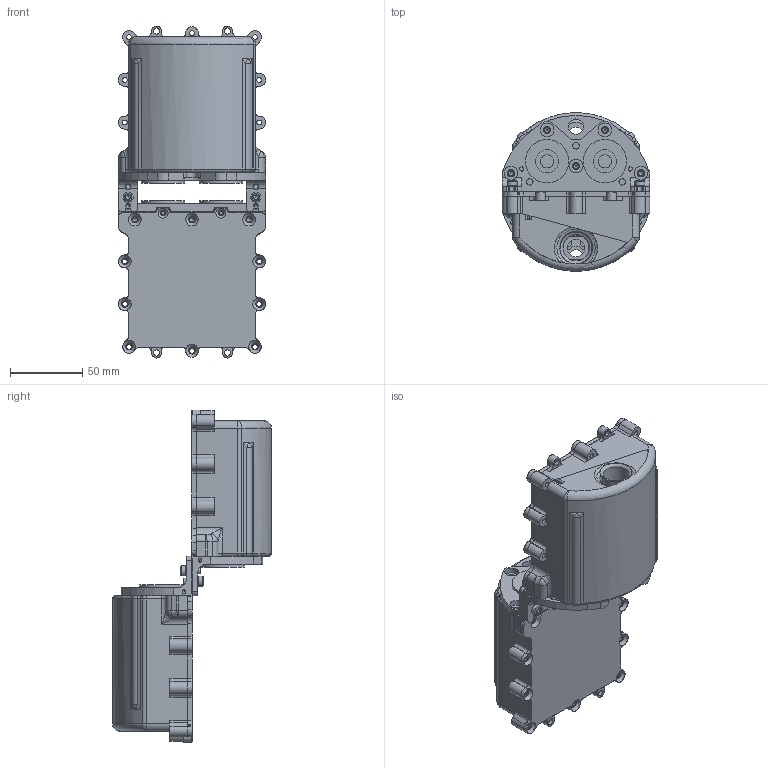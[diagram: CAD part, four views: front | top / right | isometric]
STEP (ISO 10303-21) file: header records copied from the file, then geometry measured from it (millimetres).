
FILE_DESCRIPTION(/* description */ (''),/* implementation_level */ '2;1');
FILE_NAME(/* name */ 'ACWA-0066-CC_2COMPARTIMENT_MOT_VERT v71.step',/* time_stamp */ '2024-03-25T16:23:59+01:00',/* author */ (''),/* organization */ (''),/* preprocessor_version */ 'ST-DEVELOPER v20',/* originating_system */ 'Autodesk Translation Framework v12.20.1.177',/* authorisation */ '');
FILE_SCHEMA (('AUTOMOTIVE_DESIGN { 1 0 10303 214 3 1 1 }'));
Length unit declared in the file: millimetre
Products named in the file (1): ACWA-0066-CC_COMPARTIMENT_MOT_VERT
Bounding box: 102 x 110 x 229.8 mm (x, y, z)
Volume: 253498.6 mm3; surface area: 193617.4 mm2
Topology: 10 solids, 10 shells, 1384 faces, 3606 edges, 2332 vertices
Faces by surface type: cylinder 662, plane 502, cone 126, torus 44, bspline 30, sphere 20
Full cylindrical faces by diameter (mm): 2.529 x28, 3 x12, 3.332 x34, 3.5 x4, 4 x4, 4.3 x8, 4.4 x4, 4.5 x36, 7 x4, 7.5 x4, 8.4 x8, 8.6 x6, 9.2 x8, 9.5 x10, 10.526 x2, 12 x2, 12.6 x4, 16 x4, 18 x2, 19 x4, 22 x8, 22.1 x4, 22.6 x2, 27.1 x4, 30 x4
Entity records: 46924 total; most frequent: CARTESIAN_POINT 11704, DIRECTION 7644, ORIENTED_EDGE 7168, EDGE_CURVE 3584, AXIS2_PLACEMENT_3D 2925, VERTEX_POINT 2332, LINE 1794, VECTOR 1794
